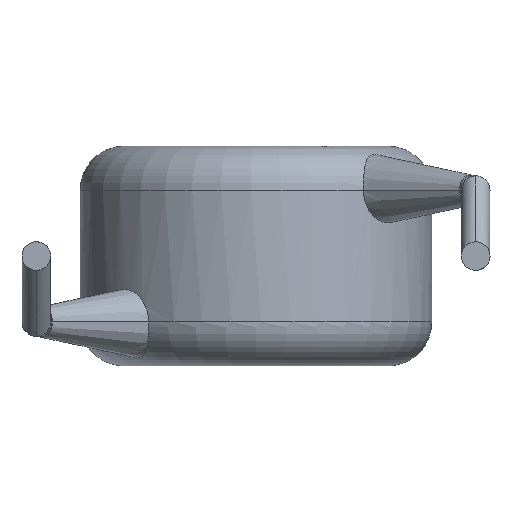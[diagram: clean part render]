
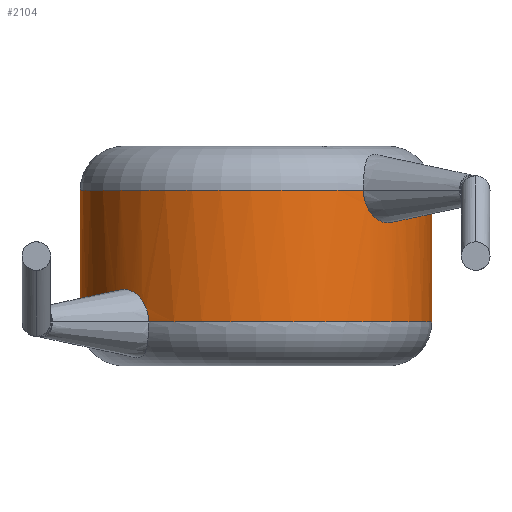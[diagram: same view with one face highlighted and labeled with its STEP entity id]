
A CAD part, front view. The second image highlights one B-rep face of the part: STEP entity #2104.
In plain terms, the highlighted cylindrical face has radius 4 mm (diameter 8 mm), a partial arc.
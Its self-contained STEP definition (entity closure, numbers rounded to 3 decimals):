
#31 = CARTESIAN_POINT ( 'NONE',  ( 3.235, -2.354, 3.348 ) ) ;
#71 = CIRCLE ( 'NONE', #3631, 4. ) ;
#191 = CARTESIAN_POINT ( 'NONE',  ( -3.283, -2.286, 1.598 ) ) ;
#206 = CARTESIAN_POINT ( 'NONE',  ( -3.402, -2.108, 1.391 ) ) ;
#288 = EDGE_LOOP ( 'NONE', ( #994, #1339, #1064, #956, #741, #3835, #3809, #2139 ) ) ;
#387 = CARTESIAN_POINT ( 'NONE',  ( 4., 0., 5. ) ) ;
#540 = EDGE_CURVE ( 'NONE', #3547, #593, #2840, .T. ) ;
#544 = FACE_OUTER_BOUND ( 'NONE', #288, .T. ) ;
#593 = VERTEX_POINT ( 'NONE', #2459 ) ;
#612 = CARTESIAN_POINT ( 'NONE',  ( 2.442, -3.168, 3.901 ) ) ;
#624 = EDGE_CURVE ( 'NONE', #1085, #4109, #3424, .T. ) ;
#649 = DIRECTION ( 'NONE',  ( -1., 0., 0. ) ) ;
#666 = CARTESIAN_POINT ( 'NONE',  ( 2.442, -3.168, 4. ) ) ;
#701 = LINE ( 'NONE', #1789, #1486 ) ;
#732 = CARTESIAN_POINT ( 'NONE',  ( -3.444, -2.035, 1. ) ) ;
#739 = VECTOR ( 'NONE', #3316, 1000. ) ;
#741 = ORIENTED_EDGE ( 'NONE', *, *, #3398, .T. ) ;
#803 = DIRECTION ( 'NONE',  ( 1., 0., 0. ) ) ;
#825 = VERTEX_POINT ( 'NONE', #1922 ) ;
#840 = CARTESIAN_POINT ( 'NONE',  ( -2.867, -2.797, 1.745 ) ) ;
#861 = DIRECTION ( 'NONE',  ( 1., 0., 0. ) ) ;
#864 = CARTESIAN_POINT ( 'NONE',  ( -3.444, -2.035, 1.199 ) ) ;
#956 = ORIENTED_EDGE ( 'NONE', *, *, #2775, .T. ) ;
#994 = ORIENTED_EDGE ( 'NONE', *, *, #624, .F. ) ;
#1064 = ORIENTED_EDGE ( 'NONE', *, *, #2023, .F. ) ;
#1085 = VERTEX_POINT ( 'NONE', #2044 ) ;
#1167 = CARTESIAN_POINT ( 'NONE',  ( -2.442, -3.168, 1.099 ) ) ;
#1195 = CARTESIAN_POINT ( 'NONE',  ( -3.062, -2.576, 1.745 ) ) ;
#1212 = CARTESIAN_POINT ( 'NONE',  ( 0., 0., 4. ) ) ;
#1275 = CARTESIAN_POINT ( 'NONE',  ( 2.867, -2.797, 3.255 ) ) ;
#1313 = CARTESIAN_POINT ( 'NONE',  ( 2.52, -3.107, 3.622 ) ) ;
#1339 = ORIENTED_EDGE ( 'NONE', *, *, #2264, .T. ) ;
#1426 = CARTESIAN_POINT ( 'NONE',  ( 0., 0., 1. ) ) ;
#1477 = AXIS2_PLACEMENT_3D ( 'NONE', #4203, #2252, #2587 ) ;
#1486 = VECTOR ( 'NONE', #2408, 1000. ) ;
#1528 = CIRCLE ( 'NONE', #3242, 4. ) ;
#1615 = CARTESIAN_POINT ( 'NONE',  ( 2.442, -3.168, 4. ) ) ;
#1631 = VERTEX_POINT ( 'NONE', #2253 ) ;
#1635 = CARTESIAN_POINT ( 'NONE',  ( 0., 0., 5. ) ) ;
#1664 = B_SPLINE_CURVE_WITH_KNOTS ( 'NONE', 3,
 ( #1615, #612, #3867, #1313, #1949, #1927, #1275, #3845, #2916, #31, #2314, #3943, #2695, #3665 ),
 .UNSPECIFIED., .F., .F.,
 ( 4, 2, 2, 2, 2, 2, 4 ),
 ( 0., 0., 0.001, 0.001, 0.001, 0.002, 0.002 ),
 .UNSPECIFIED. ) ;
#1781 = VERTEX_POINT ( 'NONE', #3967 ) ;
#1789 = CARTESIAN_POINT ( 'NONE',  ( -4., 0., 5. ) ) ;
#1822 = CARTESIAN_POINT ( 'NONE',  ( -2.458, -3.156, 1.197 ) ) ;
#1839 = CARTESIAN_POINT ( 'NONE',  ( -2.564, -3.071, 1.46 ) ) ;
#1922 = CARTESIAN_POINT ( 'NONE',  ( 3.444, -2.035, 4. ) ) ;
#1927 = CARTESIAN_POINT ( 'NONE',  ( 2.724, -2.932, 3.335 ) ) ;
#1949 = CARTESIAN_POINT ( 'NONE',  ( 2.564, -3.071, 3.54 ) ) ;
#1969 = DIRECTION ( 'NONE',  ( 0., 0., -1. ) ) ;
#2023 = EDGE_CURVE ( 'NONE', #3585, #825, #1664, .T. ) ;
#2044 = CARTESIAN_POINT ( 'NONE',  ( 4., 0., 4. ) ) ;
#2104 = ADVANCED_FACE ( 'NONE', ( #544 ), #2934, .T. ) ;
#2139 = ORIENTED_EDGE ( 'NONE', *, *, #4032, .T. ) ;
#2144 = CARTESIAN_POINT ( 'NONE',  ( -3.235, -2.354, 1.652 ) ) ;
#2252 = DIRECTION ( 'NONE',  ( 0., 0., 1. ) ) ;
#2253 = CARTESIAN_POINT ( 'NONE',  ( -4., 0., 4. ) ) ;
#2264 = EDGE_CURVE ( 'NONE', #1085, #825, #1528, .T. ) ;
#2314 = CARTESIAN_POINT ( 'NONE',  ( 3.283, -2.286, 3.402 ) ) ;
#2408 = DIRECTION ( 'NONE',  ( 0., 0., -1. ) ) ;
#2459 = CARTESIAN_POINT ( 'NONE',  ( -3.444, -2.035, 1. ) ) ;
#2472 = CARTESIAN_POINT ( 'NONE',  ( -2.724, -2.932, 1.665 ) ) ;
#2587 = DIRECTION ( 'NONE',  ( 1., 0., 0. ) ) ;
#2636 = CARTESIAN_POINT ( 'NONE',  ( -2.442, -3.168, 1. ) ) ;
#2674 = CIRCLE ( 'NONE', #2708, 4. ) ;
#2695 = CARTESIAN_POINT ( 'NONE',  ( 3.444, -2.035, 3.801 ) ) ;
#2708 = AXIS2_PLACEMENT_3D ( 'NONE', #1212, #3478, #2807 ) ;
#2775 = EDGE_CURVE ( 'NONE', #3585, #1631, #2674, .T. ) ;
#2807 = DIRECTION ( 'NONE',  ( 1., 0., 0. ) ) ;
#2840 = B_SPLINE_CURVE_WITH_KNOTS ( 'NONE', 3,
 ( #3098, #1167, #1822, #3418, #1839, #2472, #840, #1195, #4121, #2144, #191, #206, #864, #732 ),
 .UNSPECIFIED., .F., .F.,
 ( 4, 2, 2, 2, 2, 2, 4 ),
 ( 0., 0., 0.001, 0.001, 0.001, 0.002, 0.002 ),
 .UNSPECIFIED. ) ;
#2916 = CARTESIAN_POINT ( 'NONE',  ( 3.124, -2.5, 3.274 ) ) ;
#2934 = CYLINDRICAL_SURFACE ( 'NONE', #4073, 4. ) ;
#3025 = EDGE_CURVE ( 'NONE', #1781, #593, #3672, .T. ) ;
#3098 = CARTESIAN_POINT ( 'NONE',  ( -2.442, -3.168, 1. ) ) ;
#3118 = DIRECTION ( 'NONE',  ( 0., 0., 1. ) ) ;
#3242 = AXIS2_PLACEMENT_3D ( 'NONE', #4018, #3683, #803 ) ;
#3316 = DIRECTION ( 'NONE',  ( 0., 0., -1. ) ) ;
#3398 = EDGE_CURVE ( 'NONE', #1631, #1781, #701, .T. ) ;
#3415 = CARTESIAN_POINT ( 'NONE',  ( 4., 0., 1. ) ) ;
#3418 = CARTESIAN_POINT ( 'NONE',  ( -2.52, -3.107, 1.378 ) ) ;
#3424 = LINE ( 'NONE', #387, #739 ) ;
#3478 = DIRECTION ( 'NONE',  ( 0., 0., -1. ) ) ;
#3547 = VERTEX_POINT ( 'NONE', #2636 ) ;
#3585 = VERTEX_POINT ( 'NONE', #666 ) ;
#3631 = AXIS2_PLACEMENT_3D ( 'NONE', #1426, #3118, #861 ) ;
#3665 = CARTESIAN_POINT ( 'NONE',  ( 3.444, -2.035, 4. ) ) ;
#3672 = CIRCLE ( 'NONE', #1477, 4. ) ;
#3683 = DIRECTION ( 'NONE',  ( 0., 0., -1. ) ) ;
#3809 = ORIENTED_EDGE ( 'NONE', *, *, #540, .F. ) ;
#3835 = ORIENTED_EDGE ( 'NONE', *, *, #3025, .T. ) ;
#3845 = CARTESIAN_POINT ( 'NONE',  ( 3.062, -2.576, 3.255 ) ) ;
#3867 = CARTESIAN_POINT ( 'NONE',  ( 2.458, -3.156, 3.803 ) ) ;
#3943 = CARTESIAN_POINT ( 'NONE',  ( 3.402, -2.108, 3.609 ) ) ;
#3967 = CARTESIAN_POINT ( 'NONE',  ( -4., 0., 1. ) ) ;
#4018 = CARTESIAN_POINT ( 'NONE',  ( 0., 0., 4. ) ) ;
#4032 = EDGE_CURVE ( 'NONE', #3547, #4109, #71, .T. ) ;
#4073 = AXIS2_PLACEMENT_3D ( 'NONE', #1635, #1969, #649 ) ;
#4109 = VERTEX_POINT ( 'NONE', #3415 ) ;
#4121 = CARTESIAN_POINT ( 'NONE',  ( -3.124, -2.5, 1.726 ) ) ;
#4203 = CARTESIAN_POINT ( 'NONE',  ( 0., 0., 1. ) ) ;
